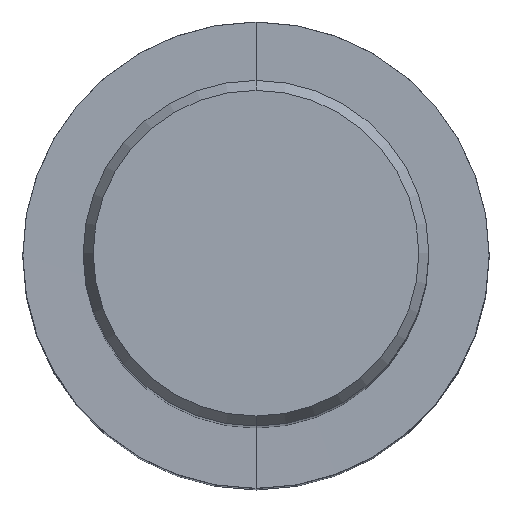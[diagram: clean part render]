
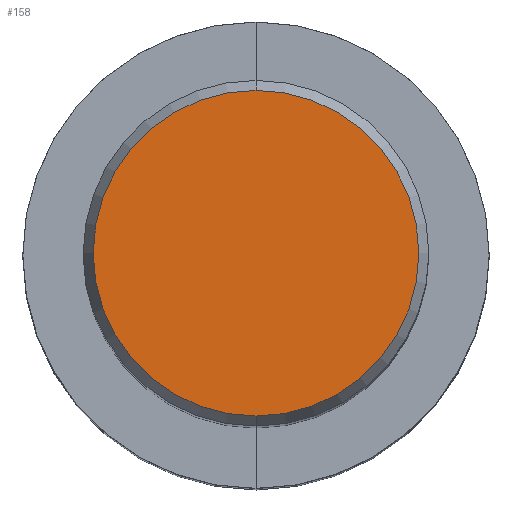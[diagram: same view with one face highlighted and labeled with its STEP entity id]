
A CAD part, top view. The second image highlights one B-rep face of the part: STEP entity #158.
In plain terms, the highlighted planar face has unit normal (0, 0, 1).
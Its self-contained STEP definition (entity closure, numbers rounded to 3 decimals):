
#100=VERTEX_POINT('',#216);
#128=VERTEX_POINT('',#249);
#138=EDGE_CURVE('',#128,#100,#260,.T.);
#150=EDGE_CURVE('',#100,#128,#274,.T.);
#158=ADVANCED_FACE('',(#282),#283,.T.);
#216=CARTESIAN_POINT('',(0.,-7.479,0.01));
#249=CARTESIAN_POINT('',(0.0,7.479,0.01));
#260=CIRCLE('',#396,7.479);
#274=CIRCLE('',#411,7.479);
#282=FACE_OUTER_BOUND('',#421,.T.);
#283=PLANE('',#422);
#396=AXIS2_PLACEMENT_3D('',#534,#535,#536);
#411=AXIS2_PLACEMENT_3D('',#556,#557,#558);
#421=EDGE_LOOP('',(#561,#562));
#422=AXIS2_PLACEMENT_3D('',#563,#564,#565);
#534=CARTESIAN_POINT('',(0.0,0.0,0.01));
#535=DIRECTION('',(0.0,0.0,-1.0));
#536=DIRECTION('',(0.0,1.0,0.0));
#556=CARTESIAN_POINT('',(0.0,0.0,0.01));
#557=DIRECTION('',(0.0,0.0,-1.0));
#558=DIRECTION('',(0.0,1.0,0.0));
#561=ORIENTED_EDGE('',*,*,#138,.F.);
#562=ORIENTED_EDGE('',*,*,#150,.F.);
#563=CARTESIAN_POINT('',(0.0,3.74,0.01));
#564=DIRECTION('',(-0.0,0.0,1.0));
#565=DIRECTION('',(0.0,-1.0,0.0));
